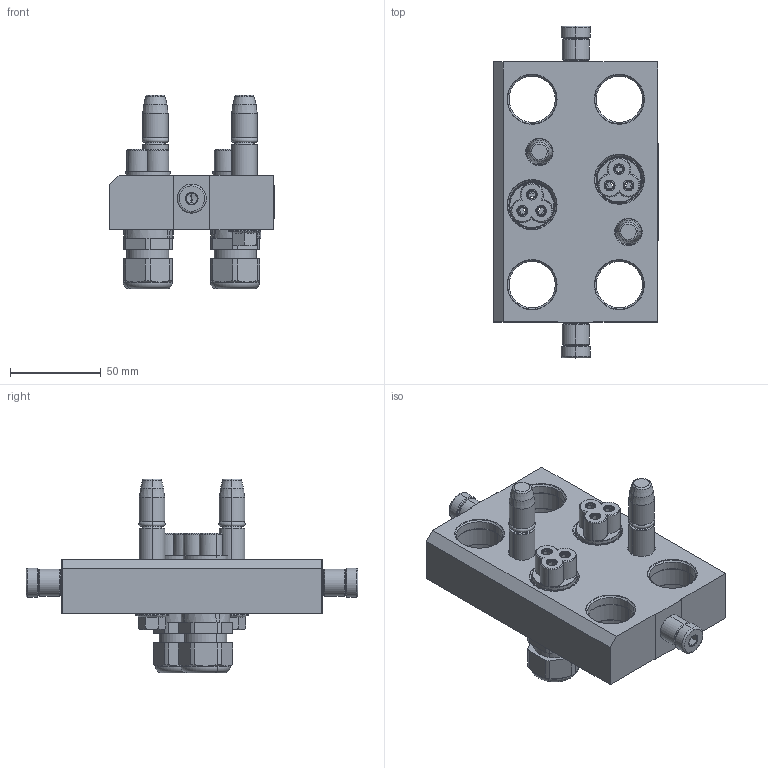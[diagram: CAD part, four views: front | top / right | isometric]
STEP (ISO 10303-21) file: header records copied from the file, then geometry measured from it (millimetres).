
FILE_DESCRIPTION (( 'STEP AP214' ), '1' );
FILE_NAME ('FASTER.step', '2022-03-20T20:14:15', ( '' ), ( '' ), 'SwSTEP 2.0', 'SolidWorks 2017', '' );
FILE_SCHEMA (( 'AUTOMOTIVE_DESIGN' ));
Length unit declared in the file: millimetre
Products named in the file (12): 4830_021_0000_000; FASTER; 4850_010_0000_010; conn_3p_m; or2_62x9_19_m; et002; 4830_028_1000_011; corpospel08-3m; 4830_044_0000_000; 4830_013_3000_030; P608_M_BASE; 1540_080_0008_000
Assembly tree (19 placements, depth 3):
  FASTER
    P608_M_BASE
      4850_010_0000_010
      4830_021_0000_000  x2
      4830_013_3000_030  x2
      4830_028_1000_011  x2
      1540_080_0008_000  x2
      or2_62x9_19_m  x2
    conn_3p_m  x2
      4830_044_0000_000
      corpospel08-3m
    et002
Bounding box: 90.3 x 182.6 x 106.7 mm (x, y, z)
Volume: 2873.9 mm3; surface area: 102020.3 mm2
Topology: 5 solids, 50 shells, 1945 faces, 5063 edges, 3282 vertices
Faces by surface type: plane 1126, cylinder 413, cone 262, torus 118, bspline 14, sphere 12
Entity records: 51032 total; most frequent: CARTESIAN_POINT 12103, ORIENTED_EDGE 7629, DIRECTION 7228, EDGE_CURVE 3882, LINE 2908, VECTOR 2908, VERTEX_POINT 2539, AXIS2_PLACEMENT_3D 2160
